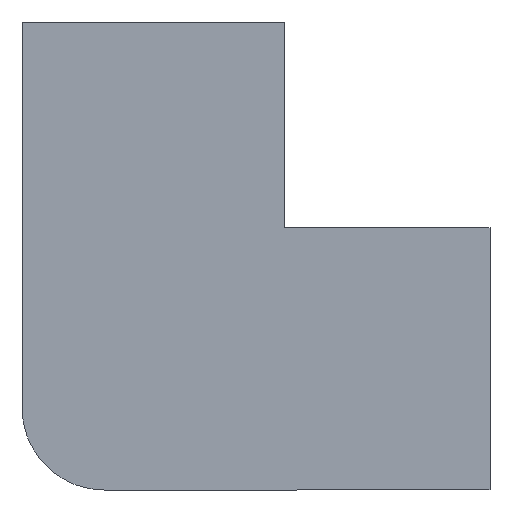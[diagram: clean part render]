
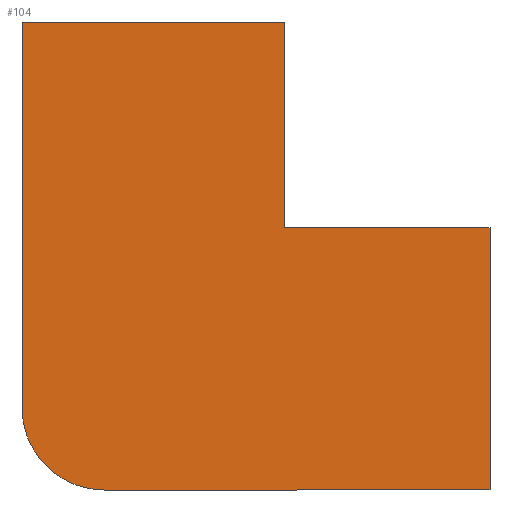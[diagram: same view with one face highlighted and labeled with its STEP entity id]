
A CAD part, left-side view. The second image highlights one B-rep face of the part: STEP entity #104.
In plain terms, the highlighted planar face has unit normal (-1, 0, 0).
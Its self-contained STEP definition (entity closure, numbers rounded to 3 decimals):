
#9 = DIRECTION ( 'NONE',  ( 1., 0., 0. ) ) ;
#12 = EDGE_CURVE ( 'NONE', #297, #348, #457, .T. ) ;
#13 = CARTESIAN_POINT ( 'NONE',  ( -23.95, 18.45, -18.45 ) ) ;
#19 = CARTESIAN_POINT ( 'NONE',  ( -23.95, 28.45, -18.45 ) ) ;
#31 = CARTESIAN_POINT ( 'NONE',  ( -23.95, 28.45, 28.45 ) ) ;
#38 = CARTESIAN_POINT ( 'NONE',  ( -23.95, 18.45, -28.45 ) ) ;
#39 = DIRECTION ( 'NONE',  ( 1., 0., 0. ) ) ;
#45 = ORIENTED_EDGE ( 'NONE', *, *, #64, .F. ) ;
#63 = ORIENTED_EDGE ( 'NONE', *, *, #462, .F. ) ;
#64 = EDGE_CURVE ( 'NONE', #348, #376, #288, .T. ) ;
#77 = PLANE ( 'NONE',  #439 ) ;
#93 = EDGE_LOOP ( 'NONE', ( #453, #392, #337, #45, #484, #63, #338 ) ) ;
#96 = VECTOR ( 'NONE', #158, 1000. ) ;
#98 = DIRECTION ( 'NONE',  ( 0., -1., 0. ) ) ;
#104 = ADVANCED_FACE ( 'NONE', ( #370 ), #77, .F. ) ;
#115 = AXIS2_PLACEMENT_3D ( 'NONE', #283, #39, #328 ) ;
#121 = DIRECTION ( 'NONE',  ( 0., 0., -1. ) ) ;
#123 = CARTESIAN_POINT ( 'NONE',  ( -23.95, -3.45, 3.45 ) ) ;
#132 = VECTOR ( 'NONE', #137, 1000. ) ;
#133 = VECTOR ( 'NONE', #249, 1000. ) ;
#137 = DIRECTION ( 'NONE',  ( 0., 0., 1. ) ) ;
#154 = CARTESIAN_POINT ( 'NONE',  ( -23.95, 28.45, 28.45 ) ) ;
#157 = CARTESIAN_POINT ( 'NONE',  ( -23.95, -3.45, 28.45 ) ) ;
#158 = DIRECTION ( 'NONE',  ( 0., -1., 0. ) ) ;
#161 = CARTESIAN_POINT ( 'NONE',  ( -23.95, -28.45, -28.45 ) ) ;
#177 = VECTOR ( 'NONE', #98, 1000. ) ;
#206 = LINE ( 'NONE', #480, #96 ) ;
#219 = VERTEX_POINT ( 'NONE', #314 ) ;
#226 = VERTEX_POINT ( 'NONE', #398 ) ;
#236 = CIRCLE ( 'NONE', #115, 10. ) ;
#249 = DIRECTION ( 'NONE',  ( 0., 1., 0. ) ) ;
#256 = LINE ( 'NONE', #38, #133 ) ;
#258 = DIRECTION ( 'NONE',  ( 0., 0., -1. ) ) ;
#283 = CARTESIAN_POINT ( 'NONE',  ( -23.95, 18.45, -18.45 ) ) ;
#286 = DIRECTION ( 'NONE',  ( 0., 0., -1. ) ) ;
#288 = LINE ( 'NONE', #378, #177 ) ;
#297 = VERTEX_POINT ( 'NONE', #19 ) ;
#314 = CARTESIAN_POINT ( 'NONE',  ( -23.95, 18.45, -28.45 ) ) ;
#325 = CARTESIAN_POINT ( 'NONE',  ( -23.95, -28.45, 3.45 ) ) ;
#328 = DIRECTION ( 'NONE',  ( 0., 0., -1. ) ) ;
#337 = ORIENTED_EDGE ( 'NONE', *, *, #488, .F. ) ;
#338 = ORIENTED_EDGE ( 'NONE', *, *, #397, .F. ) ;
#342 = VECTOR ( 'NONE', #121, 1000. ) ;
#348 = VERTEX_POINT ( 'NONE', #154 ) ;
#352 = LINE ( 'NONE', #325, #342 ) ;
#370 = FACE_OUTER_BOUND ( 'NONE', #93, .T. ) ;
#376 = VERTEX_POINT ( 'NONE', #157 ) ;
#378 = CARTESIAN_POINT ( 'NONE',  ( -23.95, 28.45, 28.45 ) ) ;
#392 = ORIENTED_EDGE ( 'NONE', *, *, #452, .F. ) ;
#396 = VECTOR ( 'NONE', #286, 1000. ) ;
#397 = EDGE_CURVE ( 'NONE', #511, #219, #256, .T. ) ;
#398 = CARTESIAN_POINT ( 'NONE',  ( -23.95, -28.45, 3.45 ) ) ;
#399 = EDGE_CURVE ( 'NONE', #226, #511, #352, .T. ) ;
#410 = LINE ( 'NONE', #490, #396 ) ;
#439 = AXIS2_PLACEMENT_3D ( 'NONE', #13, #9, #258 ) ;
#452 = EDGE_CURVE ( 'NONE', #501, #226, #206, .T. ) ;
#453 = ORIENTED_EDGE ( 'NONE', *, *, #399, .F. ) ;
#457 = LINE ( 'NONE', #31, #132 ) ;
#462 = EDGE_CURVE ( 'NONE', #219, #297, #236, .T. ) ;
#480 = CARTESIAN_POINT ( 'NONE',  ( -23.95, -28.45, 3.45 ) ) ;
#484 = ORIENTED_EDGE ( 'NONE', *, *, #12, .F. ) ;
#488 = EDGE_CURVE ( 'NONE', #376, #501, #410, .T. ) ;
#490 = CARTESIAN_POINT ( 'NONE',  ( -23.95, -3.45, 28.45 ) ) ;
#501 = VERTEX_POINT ( 'NONE', #123 ) ;
#511 = VERTEX_POINT ( 'NONE', #161 ) ;
